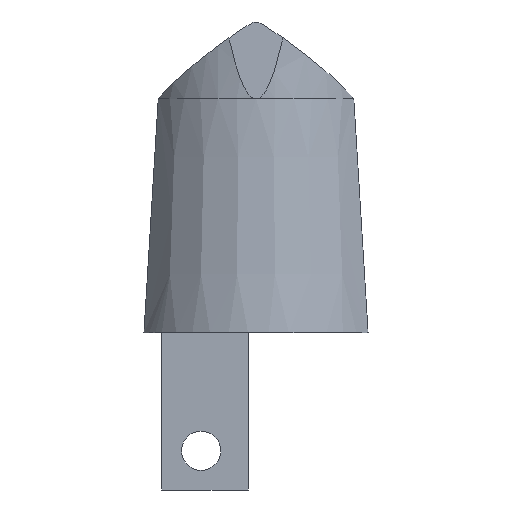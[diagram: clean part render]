
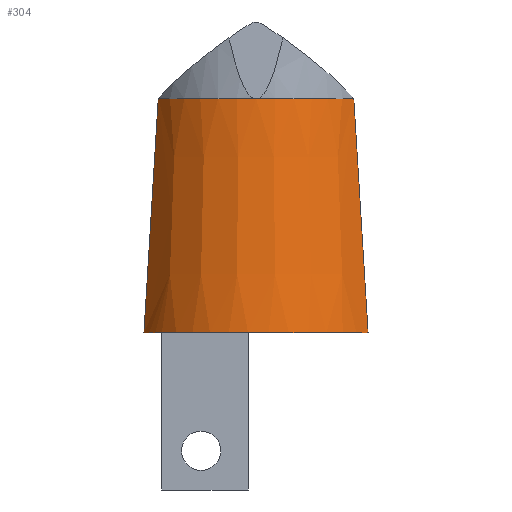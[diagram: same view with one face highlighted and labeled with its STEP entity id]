
A CAD part, front view. The second image highlights one B-rep face of the part: STEP entity #304.
In plain terms, the highlighted conical face has half-angle 3 degrees and reference radius 7.79 mm.
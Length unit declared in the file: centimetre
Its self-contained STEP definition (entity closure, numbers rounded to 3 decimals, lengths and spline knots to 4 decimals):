
#104=CONICAL_SURFACE('',#321,0.7791,0.052);
#105=(
BOUNDED_CURVE()
B_SPLINE_CURVE(2,(#531,#532,#533),.UNSPECIFIED.,.F.,.U.)
B_SPLINE_CURVE_WITH_KNOTS((3,3),(0.,1.4941),.UNSPECIFIED.)
CURVE()
GEOMETRIC_REPRESENTATION_ITEM()
RATIONAL_B_SPLINE_CURVE((1.,1.002,1.))
REPRESENTATION_ITEM('')
);
#106=(
BOUNDED_CURVE()
B_SPLINE_CURVE(2,(#534,#535,#536),.UNSPECIFIED.,.F.,.U.)
B_SPLINE_CURVE_WITH_KNOTS((3,3),(0.,1.4941),.UNSPECIFIED.)
CURVE()
GEOMETRIC_REPRESENTATION_ITEM()
RATIONAL_B_SPLINE_CURVE((1.,1.002,1.))
REPRESENTATION_ITEM('')
);
#135=CIRCLE('',#309,0.74);
#136=CIRCLE('',#311,0.8181);
#146=VERTEX_POINT('',#364);
#149=VERTEX_POINT('',#460);
#150=VERTEX_POINT('',#479);
#151=VERTEX_POINT('',#494);
#154=VERTEX_POINT('',#499);
#163=VERTEX_POINT('',#528);
#164=VERTEX_POINT('',#529);
#173=EDGE_CURVE('',#149,#146,#135,.T.);
#177=EDGE_CURVE('',#154,#151,#136,.T.);
#178=EDGE_CURVE('',#146,#150,#135,.T.);
#192=EDGE_CURVE('',#163,#154,#136,.T.);
#193=EDGE_CURVE('',#151,#164,#136,.T.);
#195=EDGE_CURVE('',#150,#164,#105,.T.);
#196=EDGE_CURVE('',#163,#149,#106,.T.);
#250=ORIENTED_EDGE('',*,*,#173,.T.);
#251=ORIENTED_EDGE('',*,*,#178,.T.);
#252=ORIENTED_EDGE('',*,*,#195,.T.);
#253=ORIENTED_EDGE('',*,*,#193,.F.);
#254=ORIENTED_EDGE('',*,*,#177,.F.);
#255=ORIENTED_EDGE('',*,*,#192,.F.);
#256=ORIENTED_EDGE('',*,*,#196,.T.);
#273=EDGE_LOOP('',(#250,#251,#252,#253,#254,#255,#256));
#290=FACE_BOUND('',#273,.T.);
#304=ADVANCED_FACE('',(#290),#104,.T.);
#309=AXIS2_PLACEMENT_3D('',#491,#329,#330);
#311=AXIS2_PLACEMENT_3D('',#500,#335,#336);
#321=AXIS2_PLACEMENT_3D('',#537,#360,#361);
#329=DIRECTION('',(0.,0.,-1.));
#330=DIRECTION('',(-0.74,0.,0.));
#335=DIRECTION('',(0.,0.,-1.));
#336=DIRECTION('',(-0.818,0.,0.));
#360=DIRECTION('',(0.,0.,-1.));
#361=DIRECTION('',(-0.779,0.,0.));
#364=CARTESIAN_POINT('',(0.,-0.74,1.4914));
#460=CARTESIAN_POINT('',(0.6225,-0.4,1.4914));
#479=CARTESIAN_POINT('',(-0.6225,-0.4,1.4914));
#491=CARTESIAN_POINT('',(0.,0.,1.4914));
#494=CARTESIAN_POINT('',(-0.6,-0.5562,0.));
#499=CARTESIAN_POINT('',(-0.05,-0.8166,0.));
#500=CARTESIAN_POINT('',(0.,0.,0.));
#528=CARTESIAN_POINT('',(0.7137,-0.4,0.));
#529=CARTESIAN_POINT('',(-0.7137,-0.4,0.));
#531=CARTESIAN_POINT('',(-0.6225,-0.4,1.4914));
#532=CARTESIAN_POINT('',(-0.6658,-0.4,0.7965));
#533=CARTESIAN_POINT('',(-0.7137,-0.4,0.));
#534=CARTESIAN_POINT('',(0.7137,-0.4,0.));
#535=CARTESIAN_POINT('',(0.6658,-0.4,0.7965));
#536=CARTESIAN_POINT('',(0.6225,-0.4,1.4914));
#537=CARTESIAN_POINT('',(0.,0.,0.7457));
